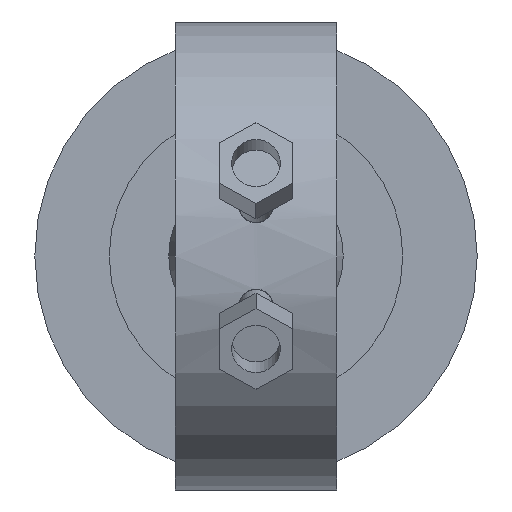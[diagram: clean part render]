
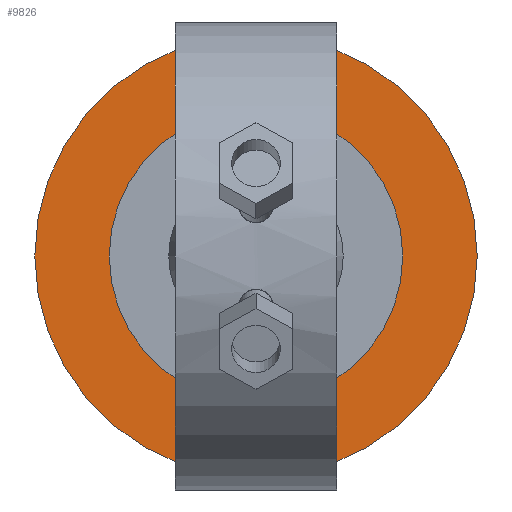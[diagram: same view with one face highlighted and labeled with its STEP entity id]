
A CAD part, front view. The second image highlights one B-rep face of the part: STEP entity #9826.
In plain terms, the highlighted planar face has unit normal (0, -1, 0).
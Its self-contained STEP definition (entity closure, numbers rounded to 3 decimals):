
#595 = DIRECTION ( 'NONE',  ( -1., 0., 0. ) ) ;
#602 = CARTESIAN_POINT ( 'NONE',  ( -52., 127., 0. ) ) ;
#608 = ORIENTED_EDGE ( 'NONE', *, *, #13015, .T. ) ;
#1127 = CARTESIAN_POINT ( 'NONE',  ( 0., 127., -34.5 ) ) ;
#1798 = ORIENTED_EDGE ( 'NONE', *, *, #11904, .T. ) ;
#2279 = DIRECTION ( 'NONE',  ( 0., 0., -1. ) ) ;
#2887 = AXIS2_PLACEMENT_3D ( 'NONE', #4829, #4898, #4418 ) ;
#3432 = CARTESIAN_POINT ( 'NONE',  ( 0., 127., 34.5 ) ) ;
#3792 = AXIS2_PLACEMENT_3D ( 'NONE', #7372, #10074, #2279 ) ;
#3887 = VERTEX_POINT ( 'NONE', #1127 ) ;
#4045 = CARTESIAN_POINT ( 'NONE',  ( 0., 127., 0. ) ) ;
#4065 = CARTESIAN_POINT ( 'NONE',  ( 52., 127., 0. ) ) ;
#4231 = DIRECTION ( 'NONE',  ( 0., 0., -1. ) ) ;
#4270 = DIRECTION ( 'NONE',  ( 1., 0., 0. ) ) ;
#4418 = DIRECTION ( 'NONE',  ( 1., 0., 0. ) ) ;
#4746 = DIRECTION ( 'NONE',  ( 0., 1., 0. ) ) ;
#4829 = CARTESIAN_POINT ( 'NONE',  ( 0., 127., 0. ) ) ;
#4890 = CIRCLE ( 'NONE', #15298, 52. ) ;
#4898 = DIRECTION ( 'NONE',  ( 0., 1., 0. ) ) ;
#4986 = DIRECTION ( 'NONE',  ( 0., 1., 0. ) ) ;
#5007 = CARTESIAN_POINT ( 'NONE',  ( 0., 127., 0. ) ) ;
#6127 = EDGE_LOOP ( 'NONE', ( #9567, #14535 ) ) ;
#6456 = VERTEX_POINT ( 'NONE', #3432 ) ;
#6911 = FACE_BOUND ( 'NONE', #13557, .T. ) ;
#6972 = CIRCLE ( 'NONE', #3792, 34.5 ) ;
#7222 = DIRECTION ( 'NONE',  ( 0., -1., 0. ) ) ;
#7372 = CARTESIAN_POINT ( 'NONE',  ( 0., 127., 0. ) ) ;
#9567 = ORIENTED_EDGE ( 'NONE', *, *, #12019, .F. ) ;
#9826 = ADVANCED_FACE ( 'NONE', ( #6911, #13897 ), #11569, .T. ) ;
#10074 = DIRECTION ( 'NONE',  ( 0., 1., 0. ) ) ;
#10305 = VERTEX_POINT ( 'NONE', #602 ) ;
#10848 = CIRCLE ( 'NONE', #2887, 52. ) ;
#11106 = CARTESIAN_POINT ( 'NONE',  ( 0., 127., -52. ) ) ;
#11248 = AXIS2_PLACEMENT_3D ( 'NONE', #4045, #4746, #4231 ) ;
#11336 = EDGE_CURVE ( 'NONE', #10305, #16885, #4890, .T. ) ;
#11569 = PLANE ( 'NONE',  #13138 ) ;
#11904 = EDGE_CURVE ( 'NONE', #6456, #3887, #6972, .T. ) ;
#12019 = EDGE_CURVE ( 'NONE', #16885, #10305, #10848, .T. ) ;
#13015 = EDGE_CURVE ( 'NONE', #3887, #6456, #16075, .T. ) ;
#13138 = AXIS2_PLACEMENT_3D ( 'NONE', #11106, #7222, #595 ) ;
#13557 = EDGE_LOOP ( 'NONE', ( #1798, #608 ) ) ;
#13897 = FACE_OUTER_BOUND ( 'NONE', #6127, .T. ) ;
#14535 = ORIENTED_EDGE ( 'NONE', *, *, #11336, .F. ) ;
#15298 = AXIS2_PLACEMENT_3D ( 'NONE', #5007, #4986, #4270 ) ;
#16075 = CIRCLE ( 'NONE', #11248, 34.5 ) ;
#16885 = VERTEX_POINT ( 'NONE', #4065 ) ;
